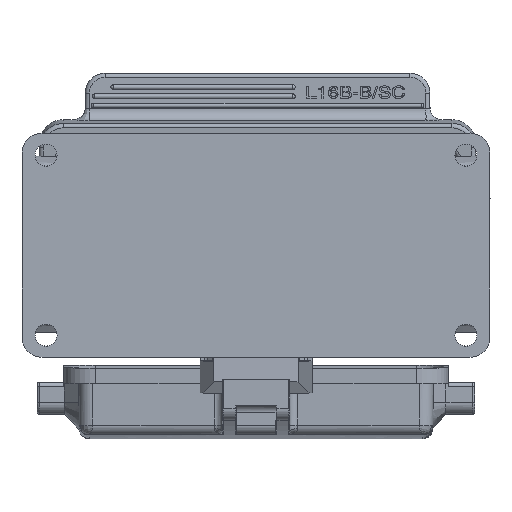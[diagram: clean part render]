
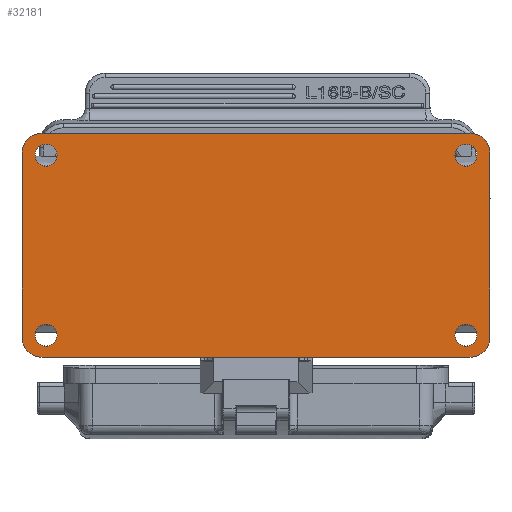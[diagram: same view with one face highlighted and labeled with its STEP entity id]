
A CAD part, front view. The second image highlights one B-rep face of the part: STEP entity #32181.
In plain terms, the highlighted planar face has unit normal (0, -1, -0.009).
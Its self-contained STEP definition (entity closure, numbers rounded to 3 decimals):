
#7899=DIRECTION('',(0.,0.009,-1.));
#7900=VECTOR('',#7899,46.);
#7901=CARTESIAN_POINT('',(117.,49.267,-1.816));
#7902=LINE('',#7901,#7900);
#7903=CARTESIAN_POINT('',(112.,49.669,-47.814));
#7904=DIRECTION('',(0.,1.,0.009));
#7905=DIRECTION('',(1.,0.,0.));
#7906=AXIS2_PLACEMENT_3D('',#7903,#7904,#7905);
#7908=CARTESIAN_POINT('',(5.,49.669,-47.814));
#7909=DIRECTION('',(0.,1.,0.009));
#7910=DIRECTION('',(0.,0.009,-1.));
#7911=AXIS2_PLACEMENT_3D('',#7908,#7909,#7910);
#7913=DIRECTION('',(0.,-0.009,1.));
#7914=VECTOR('',#7913,46.);
#7915=CARTESIAN_POINT('',(0.,49.669,
-47.814));
#7916=LINE('',#7915,#7914);
#7917=CARTESIAN_POINT('',(5.,49.267,-1.816));
#7918=DIRECTION('',(0.,1.,0.009));
#7919=DIRECTION('',(-1.,0.,0.));
#7920=AXIS2_PLACEMENT_3D('',#7917,#7918,#7919);
#7922=DIRECTION('',(1.,0.,0.));
#7923=VECTOR('',#7922,107.);
#7924=CARTESIAN_POINT('',(5.,49.224,3.184));
#7925=LINE('',#7924,#7923);
#7926=CARTESIAN_POINT('',(112.,49.267,-1.816));
#7927=DIRECTION('',(0.,1.,0.009));
#7928=DIRECTION('',(0.,-0.009,1.));
#7929=AXIS2_PLACEMENT_3D('',#7926,#7927,#7928);
#7931=CARTESIAN_POINT('',(6.,49.272,-2.316));
#7932=DIRECTION('',(0.,-1.,-0.009));
#7933=DIRECTION('',(0.,-0.009,1.));
#7934=AXIS2_PLACEMENT_3D('',#7931,#7932,#7933);
#7936=CARTESIAN_POINT('',(6.,49.272,-2.316));
#7937=DIRECTION('',(0.,-1.,-0.009));
#7938=DIRECTION('',(0.,0.009,-1.));
#7939=AXIS2_PLACEMENT_3D('',#7936,#7937,#7938);
#7941=CARTESIAN_POINT('',(6.,49.664,-47.314));
#7942=DIRECTION('',(0.,-1.,-0.009));
#7943=DIRECTION('',(0.,-0.009,1.));
#7944=AXIS2_PLACEMENT_3D('',#7941,#7942,#7943);
#7946=CARTESIAN_POINT('',(6.,49.664,-47.314));
#7947=DIRECTION('',(0.,-1.,-0.009));
#7948=DIRECTION('',(0.,0.009,-1.));
#7949=AXIS2_PLACEMENT_3D('',#7946,#7947,#7948);
#7951=CARTESIAN_POINT('',(111.,49.664,-47.314));
#7952=DIRECTION('',(0.,-1.,-0.009));
#7953=DIRECTION('',(0.,-0.009,1.));
#7954=AXIS2_PLACEMENT_3D('',#7951,#7952,#7953);
#7956=CARTESIAN_POINT('',(111.,49.664,-47.314));
#7957=DIRECTION('',(0.,-1.,-0.009));
#7958=DIRECTION('',(0.,0.009,-1.));
#7959=AXIS2_PLACEMENT_3D('',#7956,#7957,#7958);
#7961=CARTESIAN_POINT('',(111.,49.272,-2.316));
#7962=DIRECTION('',(0.,-1.,-0.009));
#7963=DIRECTION('',(0.,-0.009,1.));
#7964=AXIS2_PLACEMENT_3D('',#7961,#7962,#7963);
#7966=CARTESIAN_POINT('',(111.,49.272,-2.316));
#7967=DIRECTION('',(0.,-1.,-0.009));
#7968=DIRECTION('',(0.,0.009,-1.));
#7969=AXIS2_PLACEMENT_3D('',#7966,#7967,#7968);
#7984=DIRECTION('',(1.,0.,0.));
#7985=VECTOR('',#7984,107.);
#7986=CARTESIAN_POINT('',(5.,49.712,-52.814));
#7987=LINE('',#7986,#7985);
#14956=CARTESIAN_POINT('',(112.,49.224,3.184));
#14958=VERTEX_POINT('',#14956);
#14960=CARTESIAN_POINT('',(117.,49.267,-1.816));
#14962=VERTEX_POINT('',#14960);
#15414=CARTESIAN_POINT('',(111.,49.248,0.434));
#15415=VERTEX_POINT('',#15414);
#15416=CARTESIAN_POINT('',(117.,49.669,-47.814));
#15417=VERTEX_POINT('',#15416);
#15418=CARTESIAN_POINT('',(112.,49.712,-52.814));
#15419=VERTEX_POINT('',#15418);
#15420=CARTESIAN_POINT('',(5.,49.712,-52.814));
#15421=VERTEX_POINT('',#15420);
#15422=CARTESIAN_POINT('',(0.,49.669,
-47.814));
#15423=VERTEX_POINT('',#15422);
#15424=CARTESIAN_POINT('',(0.,49.267,
-1.816));
#15425=VERTEX_POINT('',#15424);
#15426=CARTESIAN_POINT('',(5.,49.224,3.184));
#15427=VERTEX_POINT('',#15426);
#15428=CARTESIAN_POINT('',(6.,49.248,0.434));
#15429=CARTESIAN_POINT('',(6.,49.296,-5.066));
#15430=VERTEX_POINT('',#15428);
#15431=VERTEX_POINT('',#15429);
#15432=CARTESIAN_POINT('',(6.,49.641,-44.564));
#15433=CARTESIAN_POINT('',(6.,49.688,-50.064));
#15434=VERTEX_POINT('',#15432);
#15435=VERTEX_POINT('',#15433);
#15436=CARTESIAN_POINT('',(111.,49.641,-44.564));
#15437=CARTESIAN_POINT('',(111.,49.688,-50.064));
#15438=VERTEX_POINT('',#15436);
#15439=VERTEX_POINT('',#15437);
#15440=CARTESIAN_POINT('',(111.,49.296,-5.066));
#15441=VERTEX_POINT('',#15440);
#32139=CARTESIAN_POINT('',(58.5,49.468,-24.815));
#32140=DIRECTION('',(0.,1.,0.009));
#32141=DIRECTION('',(0.,-0.009,1.));
#32142=AXIS2_PLACEMENT_3D('',#32139,#32140,#32141);
#32143=PLANE('',#32142);
#32144=ORIENTED_EDGE('',*,*,#26946,.T.);
#32146=ORIENTED_EDGE('',*,*,#32145,.T.);
#32148=ORIENTED_EDGE('',*,*,#32147,.F.);
#32150=ORIENTED_EDGE('',*,*,#32149,.T.);
#32151=ORIENTED_EDGE('',*,*,#27436,.T.);
#32153=ORIENTED_EDGE('',*,*,#32152,.T.);
#32154=ORIENTED_EDGE('',*,*,#26979,.T.);
#32155=ORIENTED_EDGE('',*,*,#26966,.T.);
#32156=EDGE_LOOP('',(#32144,#32146,#32148,#32150,#32151,#32153,#32154,#32155));
#32157=FACE_OUTER_BOUND('',#32156,.F.);
#32159=ORIENTED_EDGE('',*,*,#32158,.T.);
#32161=ORIENTED_EDGE('',*,*,#32160,.T.);
#32162=EDGE_LOOP('',(#32159,#32161));
#32163=FACE_BOUND('',#32162,.F.);
#32165=ORIENTED_EDGE('',*,*,#32164,.T.);
#32167=ORIENTED_EDGE('',*,*,#32166,.T.);
#32168=EDGE_LOOP('',(#32165,#32167));
#32169=FACE_BOUND('',#32168,.F.);
#32171=ORIENTED_EDGE('',*,*,#32170,.T.);
#32173=ORIENTED_EDGE('',*,*,#32172,.T.);
#32174=EDGE_LOOP('',(#32171,#32173));
#32175=FACE_BOUND('',#32174,.F.);
#32176=ORIENTED_EDGE('',*,*,#32129,.T.);
#32178=ORIENTED_EDGE('',*,*,#32177,.T.);
#32179=EDGE_LOOP('',(#32176,#32178));
#32180=FACE_BOUND('',#32179,.F.);
#7907=CIRCLE('',#7906,5.);
#7912=CIRCLE('',#7911,5.);
#7921=CIRCLE('',#7920,5.);
#7930=CIRCLE('',#7929,5.);
#7935=CIRCLE('',#7934,2.75);
#7940=CIRCLE('',#7939,2.75);
#7945=CIRCLE('',#7944,2.75);
#7950=CIRCLE('',#7949,2.75);
#7955=CIRCLE('',#7954,2.75);
#7960=CIRCLE('',#7959,2.75);
#7965=CIRCLE('',#7964,2.75);
#7970=CIRCLE('',#7969,2.75);
#26946=EDGE_CURVE('',#14962,#15417,#7902,.T.);
#26966=EDGE_CURVE('',#14958,#14962,#7930,.T.);
#26979=EDGE_CURVE('',#15427,#14958,#7925,.T.);
#27436=EDGE_CURVE('',#15423,#15425,#7916,.T.);
#32129=EDGE_CURVE('',#15415,#15441,#7965,.T.);
#32145=EDGE_CURVE('',#15417,#15419,#7907,.T.);
#32147=EDGE_CURVE('',#15421,#15419,#7987,.T.);
#32149=EDGE_CURVE('',#15421,#15423,#7912,.T.);
#32152=EDGE_CURVE('',#15425,#15427,#7921,.T.);
#32158=EDGE_CURVE('',#15430,#15431,#7935,.T.);
#32160=EDGE_CURVE('',#15431,#15430,#7940,.T.);
#32164=EDGE_CURVE('',#15434,#15435,#7945,.T.);
#32166=EDGE_CURVE('',#15435,#15434,#7950,.T.);
#32170=EDGE_CURVE('',#15438,#15439,#7955,.T.);
#32172=EDGE_CURVE('',#15439,#15438,#7960,.T.);
#32177=EDGE_CURVE('',#15441,#15415,#7970,.T.);
#32181=ADVANCED_FACE('',(#32157,#32163,#32169,#32175,#32180),#32143,.F.);
